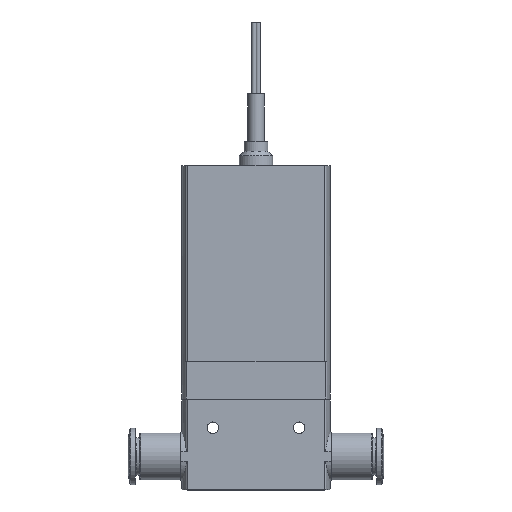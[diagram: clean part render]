
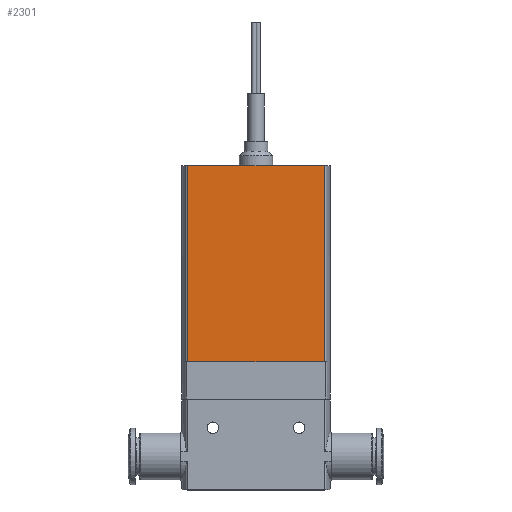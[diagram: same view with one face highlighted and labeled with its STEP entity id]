
A CAD part, top view. The second image highlights one B-rep face of the part: STEP entity #2301.
In plain terms, the highlighted planar face has unit normal (0, 0, 1).
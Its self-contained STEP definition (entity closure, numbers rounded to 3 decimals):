
#292=ORIENTED_EDGE('',*,*,#719,.T.);
#293=ORIENTED_EDGE('',*,*,#728,.F.);
#294=ORIENTED_EDGE('',*,*,#729,.F.);
#295=ORIENTED_EDGE('',*,*,#726,.T.);
#719=EDGE_CURVE('',#939,#938,#1093,.T.);
#726=EDGE_CURVE('',#943,#939,#1097,.T.);
#728=EDGE_CURVE('',#944,#938,#1098,.T.);
#729=EDGE_CURVE('',#943,#944,#1099,.T.);
#938=VERTEX_POINT('',#3331);
#939=VERTEX_POINT('',#3333);
#943=VERTEX_POINT('',#3347);
#944=VERTEX_POINT('',#3351);
#1093=LINE('',#3332,#1174);
#1097=LINE('',#3346,#1178);
#1098=LINE('',#3350,#1179);
#1099=LINE('',#3352,#1180);
#1174=VECTOR('',#2734,1000.);
#1178=VECTOR('',#2750,1000.);
#1179=VECTOR('',#2755,1000.);
#1180=VECTOR('',#2756,1000.);
#1257=EDGE_LOOP('',(#292,#293,#294,#295));
#1456=FACE_BOUND('',#1257,.T.);
#1652=PLANE('',#2461);
#2301=ADVANCED_FACE('',(#1456),#1652,.F.);
#2461=AXIS2_PLACEMENT_3D('',#3349,#2753,#2754);
#2734=DIRECTION('',(1.,0.,0.));
#2750=DIRECTION('',(0.,-1.,0.));
#2753=DIRECTION('',(0.,0.,-1.));
#2754=DIRECTION('',(-1.,0.,0.));
#2755=DIRECTION('',(0.,-1.,0.));
#2756=DIRECTION('',(1.,0.,0.));
#3331=CARTESIAN_POINT('',(14.284,0.,5.));
#3332=CARTESIAN_POINT('',(-14.284,0.,5.));
#3333=CARTESIAN_POINT('',(-14.284,0.,5.));
#3346=CARTESIAN_POINT('',(-14.284,41.,5.));
#3347=CARTESIAN_POINT('',(-14.284,41.,5.));
#3349=CARTESIAN_POINT('',(-14.284,41.,5.));
#3350=CARTESIAN_POINT('',(14.284,41.,5.));
#3351=CARTESIAN_POINT('',(14.284,41.,5.));
#3352=CARTESIAN_POINT('',(-14.284,41.,5.));
